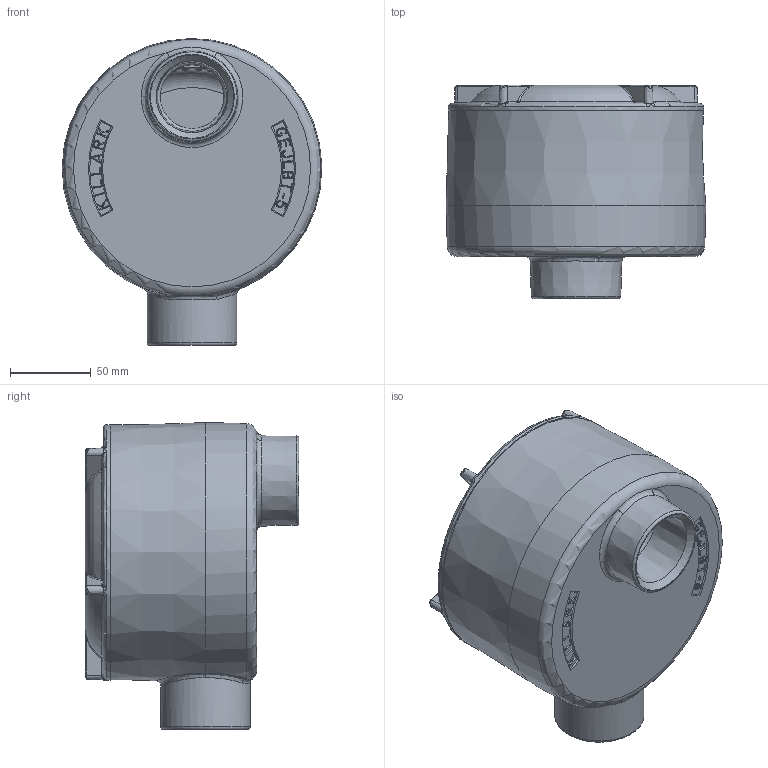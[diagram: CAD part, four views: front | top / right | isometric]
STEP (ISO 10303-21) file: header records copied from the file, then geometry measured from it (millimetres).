
FILE_DESCRIPTION(/* description */ (''),/* implementation_level */ '2;1');
FILE_NAME(/* name */ 'GEJLBT-5.stp',/* time_stamp */ '2021-05-10T20:52:05+05:00',/* author */ ('lsugumaran'),/* organization */ (''),/* preprocessor_version */ 'ST-DEVELOPER v18',/* originating_system */ 'Autodesk Inventor 2020',/* authorisation */ '');
FILE_SCHEMA (('AUTOMOTIVE_DESIGN { 1 0 10303 214 3 1 1 }'));
Length unit declared in the file: inch
Products named in the file (3): GEJET-5; 0071680M; 17805ABAM
Assembly tree (2 placements, depth 2):
  GEJET-5
    0071680M
    17805ABAM
Bounding box: 161.18 x 132.56 x 190.53 mm (x, y, z)
Volume: 780184.4 mm3; surface area: 207772.8 mm2
Topology: 2 solids, 2 shells, 5367 faces, 14693 edges, 9747 vertices
Faces by surface type: plane 2729, bspline 2351, cylinder 235, torus 29, cone 21, sphere 2
Full cylindrical faces by diameter (mm): 3.302 x1, 4.978 x1, 5.714 x1, 7.012 x1, 9.38 x1, 9.458 x1, 39.573 x2, 55.55 x1, 134.234 x1, 136.474 x1, 137.998 x1, 144.45 x1, 146.499 x1
Entity records: 202248 total; most frequent: CARTESIAN_POINT 78215, ORIENTED_EDGE 29344, DIRECTION 16523, EDGE_CURVE 14672, VERTEX_POINT 9747, LINE 9197, VECTOR 9197, EDGE_LOOP 5811
